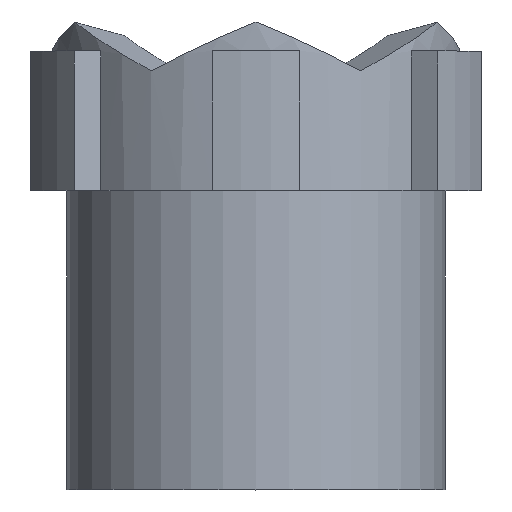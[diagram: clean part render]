
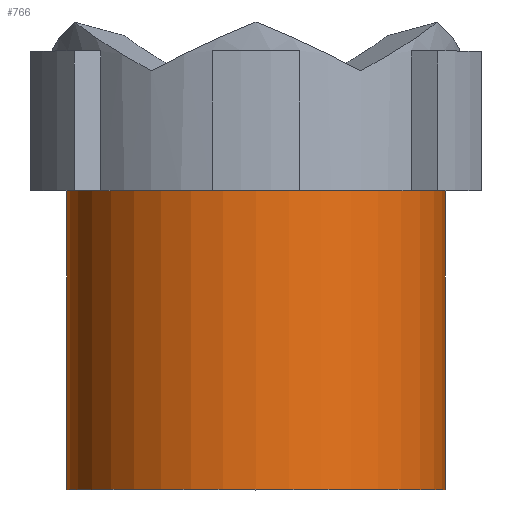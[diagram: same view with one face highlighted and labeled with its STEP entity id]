
A CAD part, top view. The second image highlights one B-rep face of the part: STEP entity #766.
In plain terms, the highlighted cylindrical face has radius 4.75 mm (diameter 9.5 mm), a full revolution.
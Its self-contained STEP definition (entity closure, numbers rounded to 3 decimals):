
#17=FACE_BOUND($,#136,.T.);
#50=CYLINDRICAL_SURFACE($,#861,4.75);
#90=FACE_OUTER_BOUND($,#135,.T.);
#135=EDGE_LOOP($,(#690));
#136=EDGE_LOOP($,(#691));
#283=CIRCLE($,#860,4.75);
#284=CIRCLE($,#862,4.75);
#358=VERTEX_POINT($,#1335);
#359=VERTEX_POINT($,#1338);
#469=EDGE_CURVE($,#358,#358,#283,.T.);
#470=EDGE_CURVE($,#359,#359,#284,.T.);
#690=ORIENTED_EDGE($,*,*,#469,.T.);
#691=ORIENTED_EDGE($,*,*,#470,.F.);
#766=ADVANCED_FACE($,(#90,#17),#50,.T.);
#860=AXIS2_PLACEMENT_3D($,#1336,#1104,#1105);
#861=AXIS2_PLACEMENT_3D($,#1337,#1106,#1107);
#862=AXIS2_PLACEMENT_3D($,#1339,#1108,#1109);
#1104=DIRECTION('center_axis',(0.,-1.,0.));
#1105=DIRECTION('ref_axis',(1.,0.,0.));
#1106=DIRECTION('center_axis',(0.,1.,0.));
#1107=DIRECTION('ref_axis',(1.,0.,0.));
#1108=DIRECTION('center_axis',(0.,-1.,0.));
#1109=DIRECTION('ref_axis',(1.,0.,0.));
#1335=CARTESIAN_POINT('',(4.75,7.5,0.));
#1336=CARTESIAN_POINT('Origin',(0.,7.5,0.));
#1337=CARTESIAN_POINT('Origin',(0.,0.,0.));
#1338=CARTESIAN_POINT('',(-4.75,0.,0.));
#1339=CARTESIAN_POINT('Origin',(0.,0.,0.));
